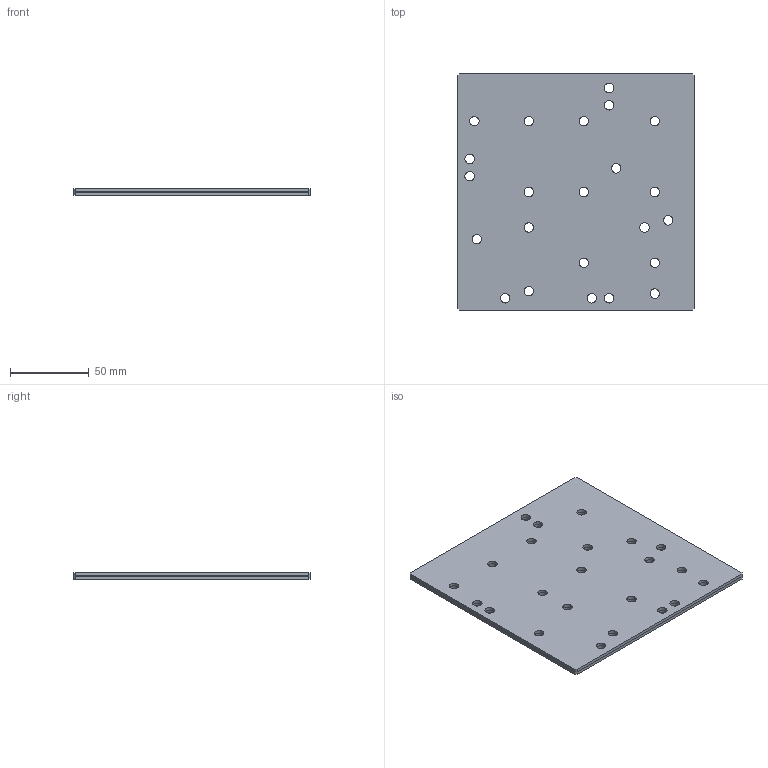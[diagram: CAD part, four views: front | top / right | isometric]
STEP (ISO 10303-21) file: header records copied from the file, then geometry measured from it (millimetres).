
FILE_DESCRIPTION(/* description */ (''),/* implementation_level */ '2;1');
FILE_NAME(/* name */ '4ce2fa5f-dd8d-435e-ab6f-93a7012a09c1.stp',/* time_stamp */ '2025-04-04T15:29:38Z',/* author */ (''),/* organization */ (''),/* preprocessor_version */ 'ST-DEVELOPER v20.1',/* originating_system */ 'Autodesk Translation Framework v14.4.0.0',/* authorisation */ '');
FILE_SCHEMA (('AUTOMOTIVE_DESIGN { 1 0 10303 214 3 1 1 }'));
Length unit declared in the file: millimetre
Products named in the file (6): CAM Root; CAM Component; mdf ÉÏ²¿; MDF Waste Small Lower; MDF Waste Small Upper; Machines
Assembly tree (5 placements, depth 4):
  CAM Root
    CAM Component
      mdf ÉÏ²¿
        MDF Waste Small Lower
        MDF Waste Small Upper
    Machines
Bounding box: 150 x 150 x 4 mm (x, y, z)
Volume: 87390.8 mm3; surface area: 91515.5 mm2
Topology: 2 solids, 2 shells, 66 faces, 186 edges, 124 vertices
Faces by surface type: cylinder 46, plane 20
Full cylindrical faces by diameter (mm): 6 x46
Entity records: 2548 total; most frequent: DIRECTION 434, CARTESIAN_POINT 388, ORIENTED_EDGE 372, EDGE_CURVE 186, AXIS2_PLACEMENT_3D 170, EDGE_LOOP 158, VERTEX_POINT 124, LINE 94
